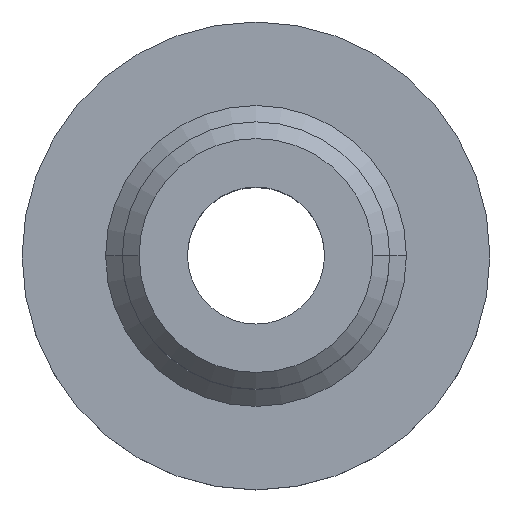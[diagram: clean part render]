
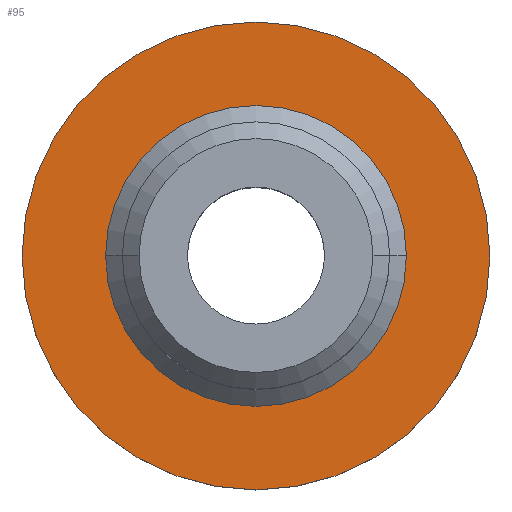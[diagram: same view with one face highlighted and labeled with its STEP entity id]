
A CAD part, top view. The second image highlights one B-rep face of the part: STEP entity #95.
In plain terms, the highlighted planar face has unit normal (0, 0, 1).
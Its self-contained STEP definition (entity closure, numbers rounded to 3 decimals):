
#5 = VERTEX_POINT ( 'NONE', #114 ) ;
#20 = AXIS2_PLACEMENT_3D ( 'NONE', #313, #375, #155 ) ;
#37 = DIRECTION ( 'NONE',  ( 0., 0., 1. ) ) ;
#74 = VERTEX_POINT ( 'NONE', #362 ) ;
#95 = ADVANCED_FACE ( 'NONE', ( #143, #238 ), #367, .T. ) ;
#108 = DIRECTION ( 'NONE',  ( 0., 0., 1. ) ) ;
#114 = CARTESIAN_POINT ( 'NONE',  ( 3.5, 0., 0.8 ) ) ;
#123 = CARTESIAN_POINT ( 'NONE',  ( 0., 0., 0.8 ) ) ;
#134 = CARTESIAN_POINT ( 'NONE',  ( 0., 0., 0.8 ) ) ;
#142 = EDGE_LOOP ( 'NONE', ( #336, #174 ) ) ;
#143 = FACE_BOUND ( 'NONE', #369, .T. ) ;
#147 = EDGE_CURVE ( 'NONE', #74, #186, #198, .T. ) ;
#148 = EDGE_CURVE ( 'NONE', #186, #74, #331, .T. ) ;
#155 = DIRECTION ( 'NONE',  ( 1., 0., 0. ) ) ;
#156 = VERTEX_POINT ( 'NONE', #185 ) ;
#169 = CARTESIAN_POINT ( 'NONE',  ( 0., 0., 0.8 ) ) ;
#174 = ORIENTED_EDGE ( 'NONE', *, *, #337, .T. ) ;
#181 = ORIENTED_EDGE ( 'NONE', *, *, #147, .T. ) ;
#185 = CARTESIAN_POINT ( 'NONE',  ( -3.5, 0., 0.8 ) ) ;
#186 = VERTEX_POINT ( 'NONE', #214 ) ;
#187 = DIRECTION ( 'NONE',  ( 1., 0., 0. ) ) ;
#198 = CIRCLE ( 'NONE', #256, 2.25 ) ;
#199 = AXIS2_PLACEMENT_3D ( 'NONE', #134, #108, #390 ) ;
#205 = AXIS2_PLACEMENT_3D ( 'NONE', #301, #37, #187 ) ;
#207 = CIRCLE ( 'NONE', #231, 3.5 ) ;
#214 = CARTESIAN_POINT ( 'NONE',  ( -2.25, 0., 0.8 ) ) ;
#231 = AXIS2_PLACEMENT_3D ( 'NONE', #169, #318, #290 ) ;
#238 = FACE_OUTER_BOUND ( 'NONE', #142, .T. ) ;
#243 = CIRCLE ( 'NONE', #199, 3.5 ) ;
#252 = ORIENTED_EDGE ( 'NONE', *, *, #148, .T. ) ;
#256 = AXIS2_PLACEMENT_3D ( 'NONE', #123, #346, #345 ) ;
#290 = DIRECTION ( 'NONE',  ( 1., 0., 0. ) ) ;
#301 = CARTESIAN_POINT ( 'NONE',  ( 0., 0., 0.8 ) ) ;
#313 = CARTESIAN_POINT ( 'NONE',  ( 0., 0., 0.8 ) ) ;
#318 = DIRECTION ( 'NONE',  ( 0., 0., 1. ) ) ;
#331 = CIRCLE ( 'NONE', #20, 2.25 ) ;
#336 = ORIENTED_EDGE ( 'NONE', *, *, #368, .T. ) ;
#337 = EDGE_CURVE ( 'NONE', #5, #156, #243, .T. ) ;
#345 = DIRECTION ( 'NONE',  ( 1., 0., 0. ) ) ;
#346 = DIRECTION ( 'NONE',  ( 0., 0., -1. ) ) ;
#362 = CARTESIAN_POINT ( 'NONE',  ( 2.25, 0., 0.8 ) ) ;
#367 = PLANE ( 'NONE',  #205 ) ;
#368 = EDGE_CURVE ( 'NONE', #156, #5, #207, .T. ) ;
#369 = EDGE_LOOP ( 'NONE', ( #252, #181 ) ) ;
#375 = DIRECTION ( 'NONE',  ( 0., 0., -1. ) ) ;
#390 = DIRECTION ( 'NONE',  ( 1., 0., 0. ) ) ;
